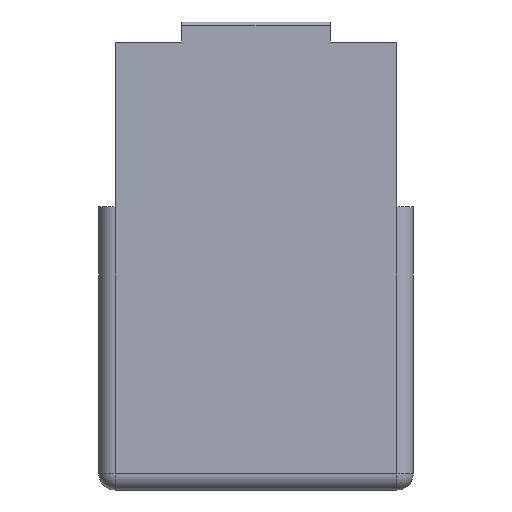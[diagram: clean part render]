
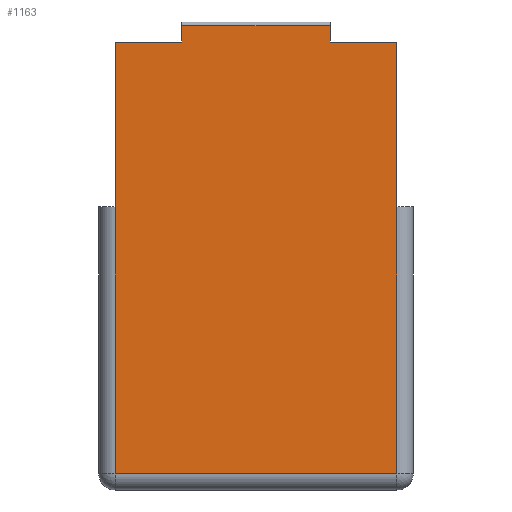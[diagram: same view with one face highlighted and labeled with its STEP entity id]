
A CAD part, left-side view. The second image highlights one B-rep face of the part: STEP entity #1163.
In plain terms, the highlighted planar face has unit normal (-1, 0, 0).
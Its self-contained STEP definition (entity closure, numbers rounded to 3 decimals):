
#94 = VERTEX_POINT('',#95);
#95 = CARTESIAN_POINT('',(-21.2,-19.,36.));
#153 = VERTEX_POINT('',#154);
#154 = CARTESIAN_POINT('',(-21.2,19.,36.));
#268 = VERTEX_POINT('',#269);
#269 = CARTESIAN_POINT('',(-21.2,19.,58.22));
#275 = EDGE_CURVE('',#153,#268,#276,.T.);
#276 = LINE('',#277,#278);
#277 = CARTESIAN_POINT('',(-21.2,19.,36.));
#278 = VECTOR('',#279,1.);
#279 = DIRECTION('',(0.,0.,1.));
#299 = EDGE_CURVE('',#300,#153,#302,.T.);
#300 = VERTEX_POINT('',#301);
#301 = CARTESIAN_POINT('',(-21.2,19.,0.));
#302 = LINE('',#303,#304);
#303 = CARTESIAN_POINT('',(-21.2,19.,0.));
#304 = VECTOR('',#305,1.);
#305 = DIRECTION('',(0.,0.,1.));
#446 = EDGE_CURVE('',#447,#94,#449,.T.);
#447 = VERTEX_POINT('',#448);
#448 = CARTESIAN_POINT('',(-21.2,-19.,0.));
#449 = LINE('',#450,#451);
#450 = CARTESIAN_POINT('',(-21.2,-19.,0.));
#451 = VECTOR('',#452,1.);
#452 = DIRECTION('',(0.,0.,1.));
#469 = EDGE_CURVE('',#94,#470,#472,.T.);
#470 = VERTEX_POINT('',#471);
#471 = CARTESIAN_POINT('',(-21.2,-19.,58.22));
#472 = LINE('',#473,#474);
#473 = CARTESIAN_POINT('',(-21.2,-19.,36.));
#474 = VECTOR('',#475,1.);
#475 = DIRECTION('',(0.,0.,1.));
#605 = EDGE_CURVE('',#268,#606,#608,.T.);
#606 = VERTEX_POINT('',#607);
#607 = CARTESIAN_POINT('',(-21.2,10.,58.22));
#608 = LINE('',#609,#610);
#609 = CARTESIAN_POINT('',(-21.2,19.,58.22));
#610 = VECTOR('',#611,1.);
#611 = DIRECTION('',(0.,-1.,0.));
#636 = VERTEX_POINT('',#637);
#637 = CARTESIAN_POINT('',(-21.2,-10.,58.22));
#643 = EDGE_CURVE('',#636,#470,#644,.T.);
#644 = LINE('',#645,#646);
#645 = CARTESIAN_POINT('',(-21.2,19.,58.22));
#646 = VECTOR('',#647,1.);
#647 = DIRECTION('',(0.,-1.,0.));
#849 = EDGE_CURVE('',#606,#850,#852,.T.);
#850 = VERTEX_POINT('',#851);
#851 = CARTESIAN_POINT('',(-21.2,10.,60.42));
#852 = LINE('',#853,#854);
#853 = CARTESIAN_POINT('',(-21.2,10.,58.22));
#854 = VECTOR('',#855,1.);
#855 = DIRECTION('',(0.,0.,1.));
#945 = EDGE_CURVE('',#636,#946,#948,.T.);
#946 = VERTEX_POINT('',#947);
#947 = CARTESIAN_POINT('',(-21.2,-10.,60.42));
#948 = LINE('',#949,#950);
#949 = CARTESIAN_POINT('',(-21.2,-10.,58.72));
#950 = VECTOR('',#951,1.);
#951 = DIRECTION('',(0.,0.,1.));
#1002 = EDGE_CURVE('',#447,#300,#1003,.T.);
#1003 = LINE('',#1004,#1005);
#1004 = CARTESIAN_POINT('',(-21.2,-19.,0.));
#1005 = VECTOR('',#1006,1.);
#1006 = DIRECTION('',(0.,1.,0.));
#1071 = EDGE_CURVE('',#850,#946,#1072,.T.);
#1072 = LINE('',#1073,#1074);
#1073 = CARTESIAN_POINT('',(-21.2,10.,60.42));
#1074 = VECTOR('',#1075,1.);
#1075 = DIRECTION('',(0.,-1.,0.));
#1163 = ADVANCED_FACE('',(#1164),#1176,.T.);
#1164 = FACE_BOUND('',#1165,.T.);
#1165 = EDGE_LOOP('',(#1166,#1167,#1168,#1169,#1170,#1171,#1172,#1173,
    #1174,#1175));
#1166 = ORIENTED_EDGE('',*,*,#275,.F.);
#1167 = ORIENTED_EDGE('',*,*,#299,.F.);
#1168 = ORIENTED_EDGE('',*,*,#1002,.F.);
#1169 = ORIENTED_EDGE('',*,*,#446,.T.);
#1170 = ORIENTED_EDGE('',*,*,#469,.T.);
#1171 = ORIENTED_EDGE('',*,*,#643,.F.);
#1172 = ORIENTED_EDGE('',*,*,#945,.T.);
#1173 = ORIENTED_EDGE('',*,*,#1071,.F.);
#1174 = ORIENTED_EDGE('',*,*,#849,.F.);
#1175 = ORIENTED_EDGE('',*,*,#605,.F.);
#1176 = PLANE('',#1177);
#1177 = AXIS2_PLACEMENT_3D('',#1178,#1179,#1180);
#1178 = CARTESIAN_POINT('',(-21.2,0.,30.009));
#1179 = DIRECTION('',(-1.,-0.,0.));
#1180 = DIRECTION('',(0.,0.,-1.));
